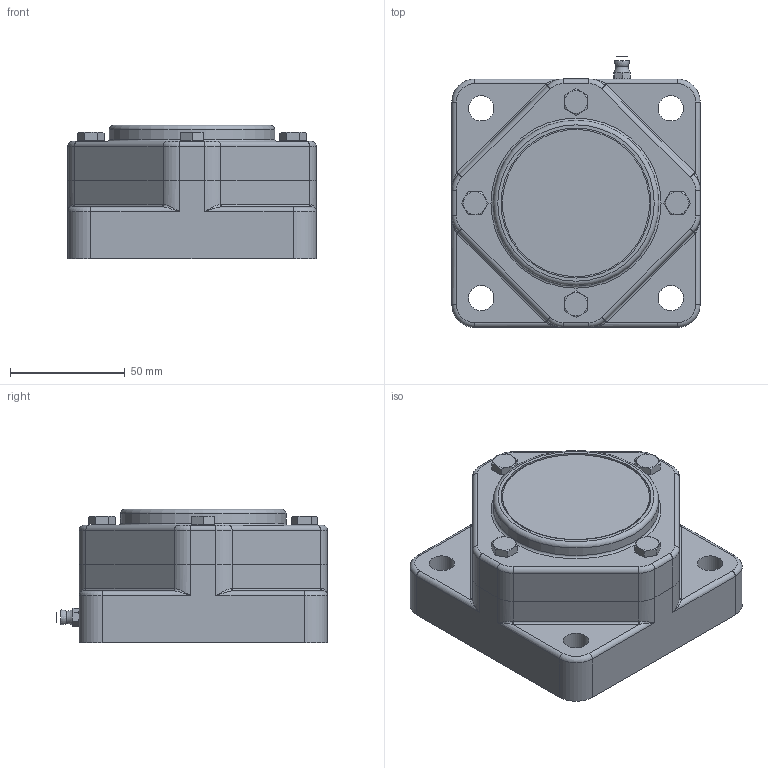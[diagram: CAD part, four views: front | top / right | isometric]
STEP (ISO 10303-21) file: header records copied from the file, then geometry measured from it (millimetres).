
FILE_DESCRIPTION(/* description */ (''),/* implementation_level */ '2;1');
FILE_NAME(/* name */ 'NG30F40C-EXF.stp',/* time_stamp */ '2020-04-24T10:04:57+02:00',/* author */ ('fje'),/* organization */ (''),/* preprocessor_version */ 'ST-DEVELOPER v17',/* originating_system */ 'Autodesk Inventor 2018',/* authorisation */ '');
FILE_SCHEMA (('CONFIG_CONTROL_DESIGN'));
Length unit declared in the file: millimetre
Products named in the file (1): Part2
Bounding box: 108 x 117.8 x 58 mm (x, y, z)
Volume: 394160.6 mm3; surface area: 119476 mm2
Topology: 17 solids, 22 shells, 485 faces, 1287 edges, 857 vertices
Faces by surface type: plane 174, cylinder 163, cone 82, torus 53, bspline 8, sphere 5
Full cylindrical faces by diameter (mm): 1.4 x12, 2.4 x1, 3 x1, 4 x1, 4.917 x4, 5.459 x4, 6 x6, 6.5 x4, 8 x1, 8.3 x1, 8.7 x4, 9 x4, 11 x4, 30 x2, 34.2 x1, 36.5 x1, 37.4 x2, 40 x2, 40.25 x2, 42.15 x1, 44 x1, 51.65 x1, 53.55 x4, 64 x2, 65.2 x1, 70.2 x2, 72 x5
Entity records: 16722 total; most frequent: CARTESIAN_POINT 3648, DIRECTION 2787, ORIENTED_EDGE 2556, EDGE_CURVE 1278, AXIS2_PLACEMENT_3D 1157, VERTEX_POINT 881, CIRCLE 679, EDGE_LOOP 563
